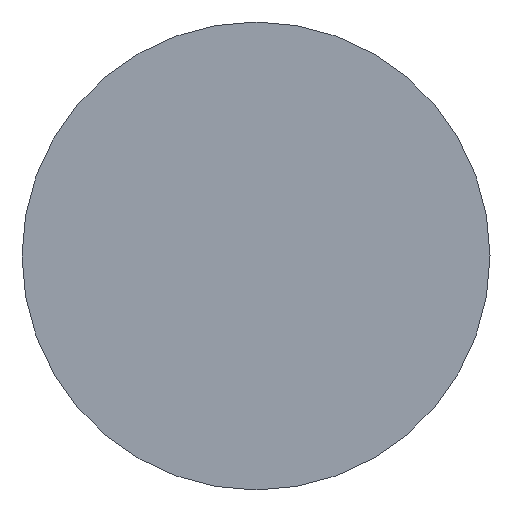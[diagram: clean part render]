
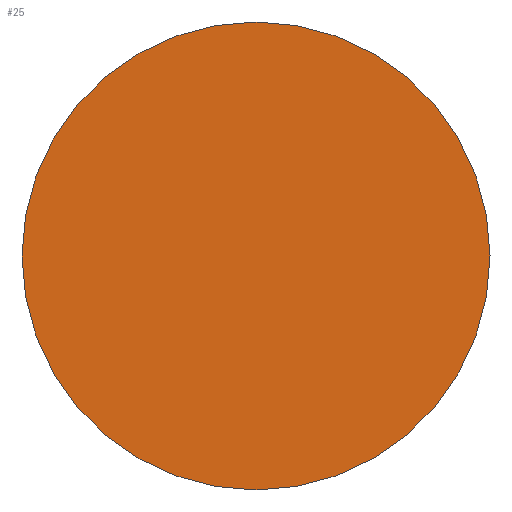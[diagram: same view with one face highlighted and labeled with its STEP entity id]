
A CAD part, front view. The second image highlights one B-rep face of the part: STEP entity #25.
In plain terms, the highlighted planar face has unit normal (0, -1, 0).
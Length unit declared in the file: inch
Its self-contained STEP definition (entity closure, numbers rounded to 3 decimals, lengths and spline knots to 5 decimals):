
#6 = ORIENTED_EDGE ( 'NONE', *, *, #432, .T. ) ;
#14 = FACE_OUTER_BOUND ( 'NONE', #265, .T. ) ;
#19 = AXIS2_PLACEMENT_3D ( 'NONE', #353, #310, #378 ) ;
#25 = ADVANCED_FACE ( 'NONE', ( #14 ), #191, .T. ) ;
#76 = DIRECTION ( 'NONE',  ( 0., 0., -1. ) ) ;
#129 = ORIENTED_EDGE ( 'NONE', *, *, #314, .T. ) ;
#158 = CARTESIAN_POINT ( 'NONE',  ( 0., 0., 0. ) ) ;
#173 = CIRCLE ( 'NONE', #457, 0.0625 ) ;
#191 = PLANE ( 'NONE',  #19 ) ;
#226 = AXIS2_PLACEMENT_3D ( 'NONE', #158, #301, #76 ) ;
#237 = CIRCLE ( 'NONE', #226, 0.0625 ) ;
#259 = DIRECTION ( 'NONE',  ( 0., -1., 0. ) ) ;
#265 = EDGE_LOOP ( 'NONE', ( #129, #6 ) ) ;
#301 = DIRECTION ( 'NONE',  ( 0., -1., 0. ) ) ;
#310 = DIRECTION ( 'NONE',  ( 0., -1., 0. ) ) ;
#311 = VERTEX_POINT ( 'NONE', #343 ) ;
#314 = EDGE_CURVE ( 'NONE', #311, #415, #237, .T. ) ;
#343 = CARTESIAN_POINT ( 'NONE',  ( 0., 0., -0.0625 ) ) ;
#353 = CARTESIAN_POINT ( 'NONE',  ( 0., 0., 0. ) ) ;
#375 = CARTESIAN_POINT ( 'NONE',  ( 0., 0., 0.0625 ) ) ;
#378 = DIRECTION ( 'NONE',  ( 0., 0., -1. ) ) ;
#403 = CARTESIAN_POINT ( 'NONE',  ( 0., 0., 0. ) ) ;
#415 = VERTEX_POINT ( 'NONE', #375 ) ;
#427 = DIRECTION ( 'NONE',  ( 0., 0., -1. ) ) ;
#432 = EDGE_CURVE ( 'NONE', #415, #311, #173, .T. ) ;
#457 = AXIS2_PLACEMENT_3D ( 'NONE', #403, #259, #427 ) ;
